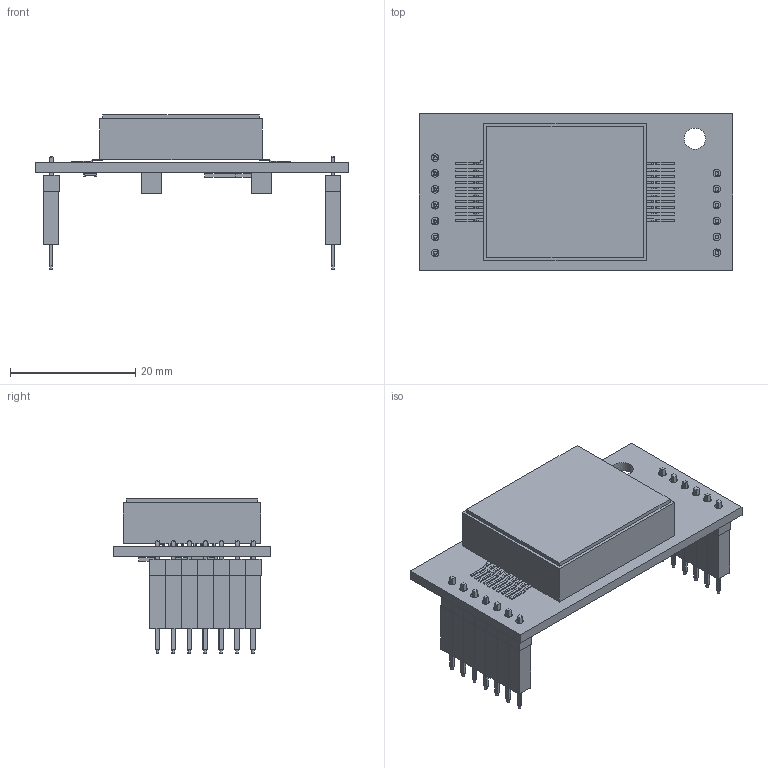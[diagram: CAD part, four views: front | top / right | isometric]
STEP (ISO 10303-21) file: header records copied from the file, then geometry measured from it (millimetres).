
FILE_DESCRIPTION(('STEP AP214'), '1');
FILE_NAME('CANmodule', '2019-10-16T06:13:02', ('UNSPECIFIED'), ('UNSPECIFIED'), 'ASCON STEP Converter 1.3', 'ASCON Math Kernel', '');
FILE_SCHEMA(('AUTOMOTIVE_DESIGN { 1 0 10303 214 3 1 1}'));
Length unit declared in the file: millimetre
Products named in the file (17): Open CASCADE STEP translator 6.9 1; SNP346-6VP21-1; COMPOUND; SNP346-7VP21-1; Cap_1812; SOLID; Res_0805; RES_2010_(0,5W); 2011VVxx
Assembly tree (31 placements, depth 3):
  Open CASCADE STEP translator 6.9 1
    SNP346-6VP21-1
      COMPOUND
    SNP346-7VP21-1
      COMPOUND
    Cap_1812  x2
      SOLID
    Res_0805  x2
      SOLID
    RES_2010_(0,5W)  x2
      SOLID
    2011VVxx
      SOLID
    COMPOUND
    (unnamed)
      (unnamed)  x6
    (unnamed)
      (unnamed)  x7
Bounding box: 50 x 25 x 24.62 mm (x, y, z)
Volume: 7066.1 mm3; surface area: 7326.4 mm2
Topology: 34 solids, 34 shells, 1060 faces, 2597 edges, 1660 vertices
Faces by surface type: plane 953, cylinder 107
Full cylindrical faces by diameter (mm): 0.42 x13, 1.2 x13, 3.4 x1
Entity records: 27103 total; most frequent: CARTESIAN_POINT 3548, ORIENTED_EDGE 3432, DIRECTION 3362, EDGE_CURVE 1716, LINE 1526, VECTOR 1526, VERTEX_POINT 1104, AXIS2_PLACEMENT_3D 918
